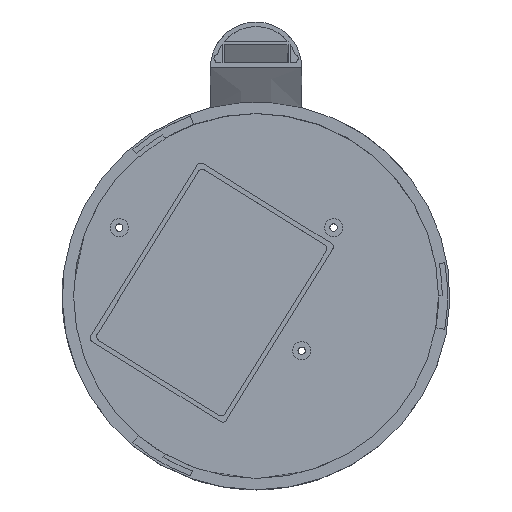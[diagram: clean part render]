
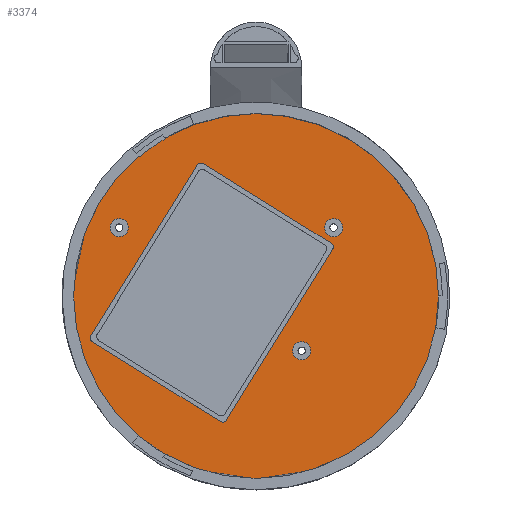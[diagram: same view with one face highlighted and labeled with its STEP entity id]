
A CAD part, top view. The second image highlights one B-rep face of the part: STEP entity #3374.
In plain terms, the highlighted planar face has unit normal (0, 0, 1).
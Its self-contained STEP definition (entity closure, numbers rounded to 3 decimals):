
#142=FACE_BOUND('',#645,.T.);
#143=FACE_BOUND('',#646,.T.);
#144=FACE_BOUND('',#647,.T.);
#145=FACE_BOUND('',#648,.T.);
#263=PLANE('',#3656);
#434=FACE_OUTER_BOUND('',#644,.T.);
#644=EDGE_LOOP('',(#3076));
#645=EDGE_LOOP('',(#3077));
#646=EDGE_LOOP('',(#3078));
#647=EDGE_LOOP('',(#3079));
#648=EDGE_LOOP('',(#3080,#3081,#3082,#3083,#3084,#3085,#3086,#3087));
#737=CIRCLE('',#3530,40.);
#758=CIRCLE('',#3641,1.);
#760=CIRCLE('',#3645,1.);
#762=CIRCLE('',#3649,1.);
#764=CIRCLE('',#3653,1.);
#766=CIRCLE('',#3657,2.);
#767=CIRCLE('',#3658,2.);
#768=CIRCLE('',#3659,2.);
#1058=LINE('',#7588,#1362);
#1063=LINE('',#7602,#1367);
#1067=LINE('',#7614,#1371);
#1071=LINE('',#7626,#1375);
#1362=VECTOR('',#4435,10.);
#1367=VECTOR('',#4448,10.);
#1371=VECTOR('',#4460,10.);
#1375=VECTOR('',#4472,10.);
#1558=VERTEX_POINT('',#6325);
#1681=VERTEX_POINT('',#7586);
#1682=VERTEX_POINT('',#7587);
#1685=VERTEX_POINT('',#7595);
#1687=VERTEX_POINT('',#7601);
#1689=VERTEX_POINT('',#7607);
#1691=VERTEX_POINT('',#7613);
#1693=VERTEX_POINT('',#7619);
#1695=VERTEX_POINT('',#7625);
#1697=VERTEX_POINT('',#7635);
#1698=VERTEX_POINT('',#7637);
#1699=VERTEX_POINT('',#7639);
#1928=EDGE_CURVE('',#1558,#1558,#737,.T.);
#2148=EDGE_CURVE('',#1681,#1682,#1058,.T.);
#2152=EDGE_CURVE('',#1682,#1685,#758,.T.);
#2155=EDGE_CURVE('',#1685,#1687,#1063,.T.);
#2158=EDGE_CURVE('',#1687,#1689,#760,.T.);
#2161=EDGE_CURVE('',#1689,#1691,#1067,.T.);
#2164=EDGE_CURVE('',#1691,#1693,#762,.T.);
#2167=EDGE_CURVE('',#1693,#1695,#1071,.T.);
#2170=EDGE_CURVE('',#1695,#1681,#764,.T.);
#2172=EDGE_CURVE('',#1697,#1697,#766,.T.);
#2173=EDGE_CURVE('',#1698,#1698,#767,.T.);
#2174=EDGE_CURVE('',#1699,#1699,#768,.T.);
#3076=ORIENTED_EDGE('',*,*,#1928,.T.);
#3077=ORIENTED_EDGE('',*,*,#2172,.T.);
#3078=ORIENTED_EDGE('',*,*,#2173,.T.);
#3079=ORIENTED_EDGE('',*,*,#2174,.T.);
#3080=ORIENTED_EDGE('',*,*,#2148,.T.);
#3081=ORIENTED_EDGE('',*,*,#2152,.T.);
#3082=ORIENTED_EDGE('',*,*,#2155,.T.);
#3083=ORIENTED_EDGE('',*,*,#2158,.T.);
#3084=ORIENTED_EDGE('',*,*,#2161,.T.);
#3085=ORIENTED_EDGE('',*,*,#2164,.T.);
#3086=ORIENTED_EDGE('',*,*,#2167,.T.);
#3087=ORIENTED_EDGE('',*,*,#2170,.T.);
#3374=ADVANCED_FACE('',(#434,#142,#143,#144,#145),#263,.T.);
#3530=AXIS2_PLACEMENT_3D('',#6327,#4045,#4046);
#3641=AXIS2_PLACEMENT_3D('',#7596,#4441,#4442);
#3645=AXIS2_PLACEMENT_3D('',#7608,#4453,#4454);
#3649=AXIS2_PLACEMENT_3D('',#7620,#4465,#4466);
#3653=AXIS2_PLACEMENT_3D('',#7631,#4477,#4478);
#3656=AXIS2_PLACEMENT_3D('',#7634,#4483,#4484);
#3657=AXIS2_PLACEMENT_3D('',#7636,#4485,#4486);
#3658=AXIS2_PLACEMENT_3D('',#7638,#4487,#4488);
#3659=AXIS2_PLACEMENT_3D('',#7640,#4489,#4490);
#4045=DIRECTION('center_axis',(0.,0.,1.));
#4046=DIRECTION('ref_axis',(-1.,0.,0.));
#4435=DIRECTION('',(-0.849,0.528,0.));
#4441=DIRECTION('center_axis',(0.,0.,-1.));
#4442=DIRECTION('ref_axis',(-0.849,0.528,0.));
#4448=DIRECTION('',(0.528,0.849,0.));
#4453=DIRECTION('center_axis',(0.,0.,-1.));
#4454=DIRECTION('ref_axis',(0.528,0.849,0.));
#4460=DIRECTION('',(0.849,-0.528,0.));
#4465=DIRECTION('center_axis',(0.,0.,-1.));
#4466=DIRECTION('ref_axis',(0.849,-0.528,0.));
#4472=DIRECTION('',(-0.528,-0.849,0.));
#4477=DIRECTION('center_axis',(0.,0.,-1.));
#4478=DIRECTION('ref_axis',(-0.528,-0.849,0.));
#4483=DIRECTION('center_axis',(0.,0.,1.));
#4484=DIRECTION('ref_axis',(1.,0.,0.));
#4485=DIRECTION('center_axis',(0.,0.,-1.));
#4486=DIRECTION('ref_axis',(-1.,0.,0.));
#4487=DIRECTION('center_axis',(0.,0.,-1.));
#4488=DIRECTION('ref_axis',(-1.,0.,0.));
#4489=DIRECTION('center_axis',(0.,0.,-1.));
#4490=DIRECTION('ref_axis',(-1.,0.,0.));
#6325=CARTESIAN_POINT('',(77.,-37.,3.));
#6327=CARTESIAN_POINT('Origin',(37.,-37.,3.));
#7586=CARTESIAN_POINT('',(29.151,-64.472,3.));
#7587=CARTESIAN_POINT('',(1.131,-47.039,3.));
#7588=CARTESIAN_POINT('',(11.809,-53.683,3.));
#7595=CARTESIAN_POINT('',(0.81,-45.662,3.));
#7596=CARTESIAN_POINT('Origin',(1.659,-46.19,3.));
#7601=CARTESIAN_POINT('',(24.053,-8.302,3.));
#7602=CARTESIAN_POINT('',(19.424,-15.744,3.));
#7607=CARTESIAN_POINT('',(25.431,-7.981,3.));
#7608=CARTESIAN_POINT('Origin',(24.903,-8.83,3.));
#7613=CARTESIAN_POINT('',(53.451,-25.414,3.));
#7614=CARTESIAN_POINT('',(50.119,-23.341,3.));
#7619=CARTESIAN_POINT('',(53.771,-26.791,3.));
#7620=CARTESIAN_POINT('Origin',(52.922,-26.263,3.));
#7625=CARTESIAN_POINT('',(30.528,-64.151,3.));
#7626=CARTESIAN_POINT('',(37.52,-52.912,3.));
#7631=CARTESIAN_POINT('Origin',(29.679,-63.623,3.));
#7634=CARTESIAN_POINT('Origin',(37.,-37.,3.));
#7635=CARTESIAN_POINT('',(49.,-49.,3.));
#7636=CARTESIAN_POINT('Origin',(47.,-49.,3.));
#7637=CARTESIAN_POINT('',(9.,-22.,3.));
#7638=CARTESIAN_POINT('Origin',(7.,-22.,3.));
#7639=CARTESIAN_POINT('',(56.,-22.,3.));
#7640=CARTESIAN_POINT('Origin',(54.,-22.,3.));
